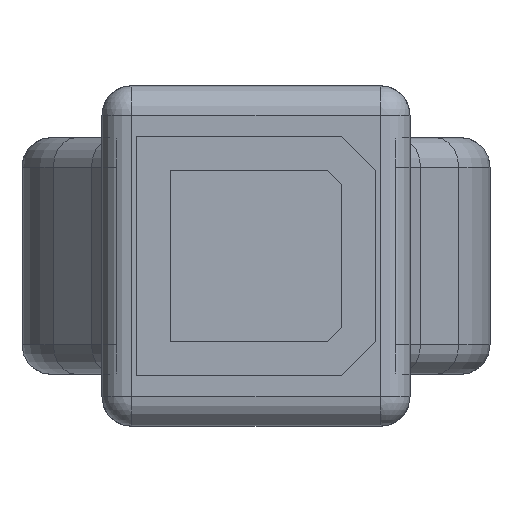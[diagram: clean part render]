
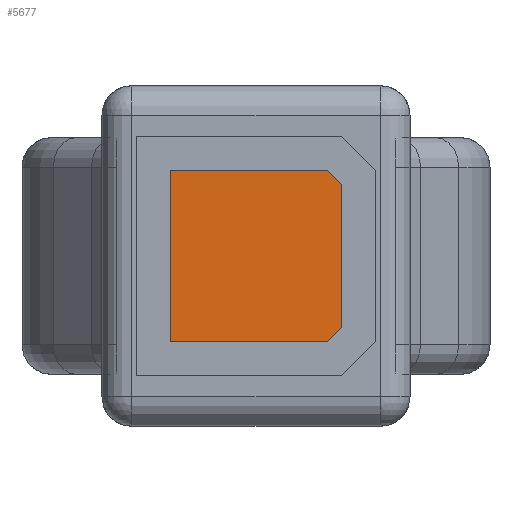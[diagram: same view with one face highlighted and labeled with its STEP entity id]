
A CAD part, front view. The second image highlights one B-rep face of the part: STEP entity #5677.
In plain terms, the highlighted planar face has unit normal (0, -1, 0).
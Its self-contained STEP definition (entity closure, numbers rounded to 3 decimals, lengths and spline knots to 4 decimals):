
#2035=DIRECTION('',(0.,0.,-1.));
#2036=VECTOR('',#2035,5.8);
#2037=CARTESIAN_POINT('',(5.,-43.5,-1.1));
#2038=LINE('',#2037,#2036);
#2039=DIRECTION('',(-0.707,0.,0.707));
#2040=VECTOR('',#2039,0.6737);
#2041=CARTESIAN_POINT('',(10.8,-43.5,-1.5763));
#2042=LINE('',#2041,#2040);
#2043=DIRECTION('',(0.707,0.,0.707));
#2044=VECTOR('',#2043,0.6737);
#2045=CARTESIAN_POINT('',(10.3237,-43.5,-6.9));
#2046=LINE('',#2045,#2044);
#2047=DIRECTION('',(1.,0.,0.));
#2048=VECTOR('',#2047,5.3237);
#2049=CARTESIAN_POINT('',(5.,-43.5,-6.9));
#2050=LINE('',#2049,#2048);
#2063=DIRECTION('',(0.,0.,1.));
#2064=VECTOR('',#2063,4.8473);
#2065=CARTESIAN_POINT('',(10.8,-43.5,-6.4237));
#2066=LINE('',#2065,#2064);
#2079=DIRECTION('',(-1.,0.,0.));
#2080=VECTOR('',#2079,5.3237);
#2081=CARTESIAN_POINT('',(10.3237,-43.5,-1.1));
#2082=LINE('',#2081,#2080);
#3045=CARTESIAN_POINT('',(5.,-43.5,-1.1));
#3046=CARTESIAN_POINT('',(5.,-43.5,-6.9));
#3047=VERTEX_POINT('',#3045);
#3048=VERTEX_POINT('',#3046);
#3049=CARTESIAN_POINT('',(10.3237,-43.5,-6.9));
#3050=VERTEX_POINT('',#3049);
#3051=CARTESIAN_POINT('',(10.3237,-43.5,-1.1));
#3052=VERTEX_POINT('',#3051);
#3053=CARTESIAN_POINT('',(10.8,-43.5,-1.5763));
#3054=VERTEX_POINT('',#3053);
#3055=CARTESIAN_POINT('',(10.8,-43.5,-6.4237));
#3056=VERTEX_POINT('',#3055);
#5659=CARTESIAN_POINT('',(7.9,-43.5,-4.));
#5660=DIRECTION('',(0.,1.,0.));
#5661=DIRECTION('',(0.,0.,-1.));
#5662=AXIS2_PLACEMENT_3D('',#5659,#5660,#5661);
#5663=PLANE('',#5662);
#5665=ORIENTED_EDGE('',*,*,#5664,.F.);
#5666=ORIENTED_EDGE('',*,*,#5649,.F.);
#5668=ORIENTED_EDGE('',*,*,#5667,.F.);
#5670=ORIENTED_EDGE('',*,*,#5669,.F.);
#5672=ORIENTED_EDGE('',*,*,#5671,.F.);
#5674=ORIENTED_EDGE('',*,*,#5673,.F.);
#5675=EDGE_LOOP('',(#5665,#5666,#5668,#5670,#5672,#5674));
#5676=FACE_OUTER_BOUND('',#5675,.F.);
#5649=EDGE_CURVE('',#3047,#3048,#2038,.T.);
#5664=EDGE_CURVE('',#3048,#3050,#2050,.T.);
#5667=EDGE_CURVE('',#3052,#3047,#2082,.T.);
#5669=EDGE_CURVE('',#3054,#3052,#2042,.T.);
#5671=EDGE_CURVE('',#3056,#3054,#2066,.T.);
#5673=EDGE_CURVE('',#3050,#3056,#2046,.T.);
#5677=ADVANCED_FACE('',(#5676),#5663,.F.);
